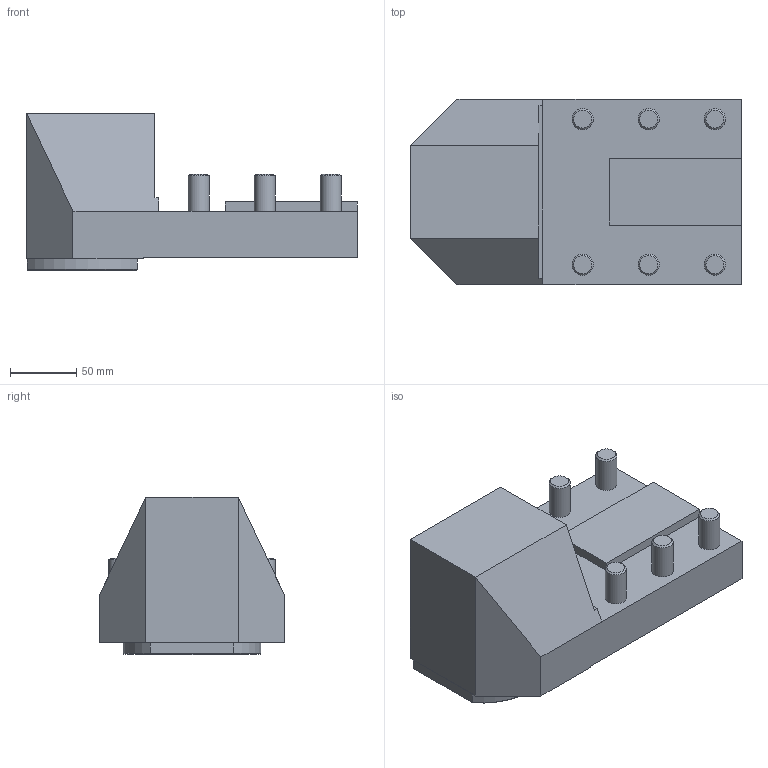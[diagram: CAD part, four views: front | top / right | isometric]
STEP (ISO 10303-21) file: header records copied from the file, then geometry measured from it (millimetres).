
FILE_DESCRIPTION(/* description */ (''),/* implementation_level */ '2;1');
FILE_NAME(/* name */ '1533614254348.stp',/* time_stamp */ '2018-08-07T09:27:44+06:00',/* author */ (''),/* organization */ ('SMS'),/* preprocessor_version */ 'ST-DEVELOPER v15',/* originating_system */ 'SIEMENS PLM Software NX 8.5',/* authorisation */ '');
FILE_SCHEMA (('AUTOMOTIVE_DESIGN { 1 0 10303 214 3 1 1 1 }'));
Length unit declared in the file: millimetre
Products named in the file (1): 201697593mod000_00
Bounding box: 250 x 140 x 119 mm (x, y, z)
Volume: 2001305.5 mm3; surface area: 136006.9 mm2
Topology: 1 solids, 1 shells, 58 faces, 131 edges, 88 vertices
Faces by surface type: plane 34, cone 14, cylinder 10
Full cylindrical faces by diameter (mm): 4 x1, 16 x6, 63 x1
Entity records: 1613 total; most frequent: CARTESIAN_POINT 322, DIRECTION 268, ORIENTED_EDGE 220, EDGE_CURVE 110, AXIS2_PLACEMENT_3D 101, EDGE_LOOP 82, VERTEX_POINT 78, LINE 66
